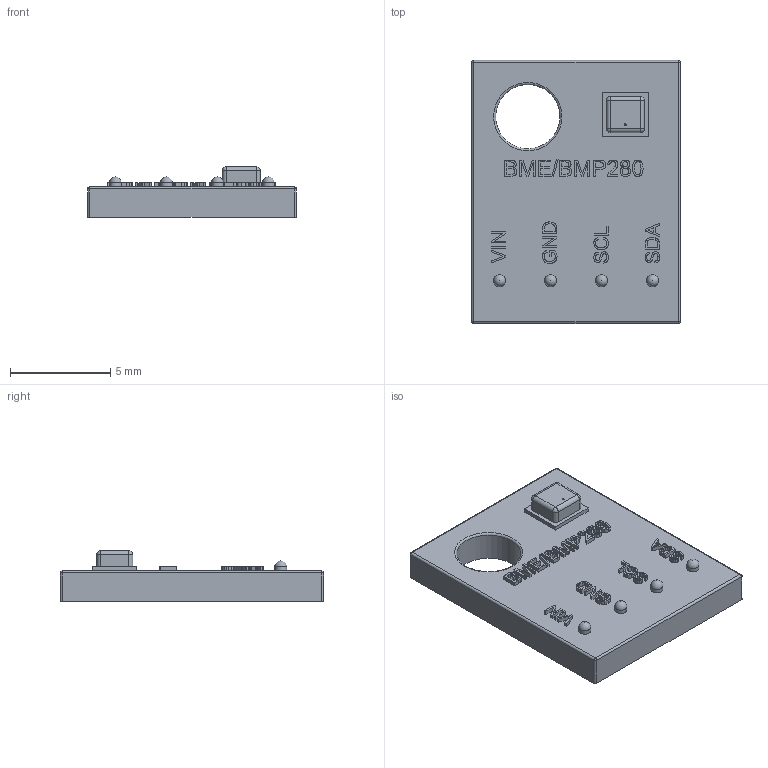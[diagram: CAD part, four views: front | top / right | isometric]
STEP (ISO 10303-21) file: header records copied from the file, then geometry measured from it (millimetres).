
FILE_DESCRIPTION(/* description */ (''),/* implementation_level */ '2;1');
FILE_NAME(/* name */ 'BME280 v6.step',/* time_stamp */ '2022-09-21T15:43:02+01:00',/* author */ (''),/* organization */ (''),/* preprocessor_version */ 'ST-DEVELOPER v19',/* originating_system */ 'Autodesk Translation Framework v11.7.0.108',/* authorisation */ '');
FILE_SCHEMA (('AUTOMOTIVE_DESIGN { 1 0 10303 214 3 1 1 }'));
Length unit declared in the file: millimetre
Products named in the file (1): BME280
Bounding box: 10.4 x 13.1 x 2.5 mm (x, y, z)
Volume: 195.4 mm3; surface area: 377.7 mm2
Topology: 5 solids, 5 shells, 516 faces, 1394 edges, 920 vertices
Faces by surface type: bspline 279, plane 198, cylinder 26, sphere 12, torus 1
Full cylindrical faces by diameter (mm): 0.1 x1, 0.6 x8, 3.2 x1
Entity records: 18749 total; most frequent: CARTESIAN_POINT 7570, ORIENTED_EDGE 2780, EDGE_CURVE 1390, DIRECTION 1367, VERTEX_POINT 920, LINE 773, VECTOR 773, EDGE_LOOP 562
